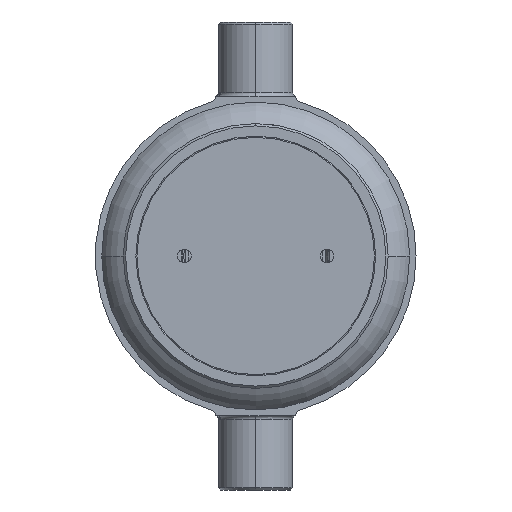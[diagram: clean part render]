
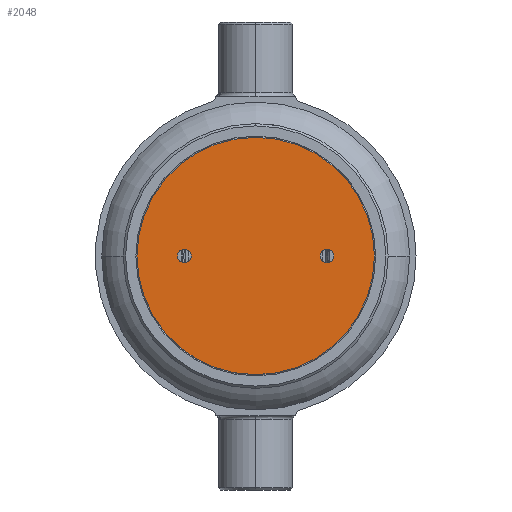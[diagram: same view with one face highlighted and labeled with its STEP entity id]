
A CAD part, left-side view. The second image highlights one B-rep face of the part: STEP entity #2048.
In plain terms, the highlighted planar face has unit normal (-1, 0, 0).
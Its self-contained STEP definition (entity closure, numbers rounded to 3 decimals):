
#31 = AXIS2_PLACEMENT_3D ( 'NONE', #4136, #1481, #1402 ) ;
#85 = DIRECTION ( 'NONE',  ( -1., 0., 0. ) ) ;
#136 = ORIENTED_EDGE ( 'NONE', *, *, #3421, .T. ) ;
#328 = EDGE_CURVE ( 'NONE', #3984, #2097, #3719, .T. ) ;
#389 = DIRECTION ( 'NONE',  ( -1., 0., 0. ) ) ;
#725 = CARTESIAN_POINT ( 'NONE',  ( 0., -62.5, 6. ) ) ;
#743 = ORIENTED_EDGE ( 'NONE', *, *, #2966, .F. ) ;
#787 = ORIENTED_EDGE ( 'NONE', *, *, #4148, .T. ) ;
#820 = CIRCLE ( 'NONE', #3397, 6. ) ;
#874 = CARTESIAN_POINT ( 'NONE',  ( 0., -62.5, -6. ) ) ;
#875 = FACE_BOUND ( 'NONE', #1062, .T. ) ;
#1011 = CIRCLE ( 'NONE', #2094, 6. ) ;
#1013 = EDGE_LOOP ( 'NONE', ( #2940, #1269 ) ) ;
#1062 = EDGE_LOOP ( 'NONE', ( #3519, #743 ) ) ;
#1158 = DIRECTION ( 'NONE',  ( -1., 0., 0. ) ) ;
#1210 = EDGE_CURVE ( 'NONE', #2148, #2006, #1011, .T. ) ;
#1269 = ORIENTED_EDGE ( 'NONE', *, *, #328, .F. ) ;
#1402 = DIRECTION ( 'NONE',  ( 0., 0., 1. ) ) ;
#1481 = DIRECTION ( 'NONE',  ( -1., 0., 0. ) ) ;
#1715 = CARTESIAN_POINT ( 'NONE',  ( 0., 0., 0. ) ) ;
#1732 = DIRECTION ( 'NONE',  ( 0., 0., -1. ) ) ;
#1769 = DIRECTION ( 'NONE',  ( -1., 0., 0. ) ) ;
#1917 = CARTESIAN_POINT ( 'NONE',  ( 0., -62.5, 0. ) ) ;
#2006 = VERTEX_POINT ( 'NONE', #2396 ) ;
#2038 = AXIS2_PLACEMENT_3D ( 'NONE', #3845, #1769, #4198 ) ;
#2048 = ADVANCED_FACE ( 'NONE', ( #4452, #875, #2611 ), #3462, .F. ) ;
#2094 = AXIS2_PLACEMENT_3D ( 'NONE', #2166, #85, #2504 ) ;
#2097 = VERTEX_POINT ( 'NONE', #725 ) ;
#2148 = VERTEX_POINT ( 'NONE', #3518 ) ;
#2166 = CARTESIAN_POINT ( 'NONE',  ( 0., 62.5, 0. ) ) ;
#2270 = DIRECTION ( 'NONE',  ( 0., 0., 1. ) ) ;
#2297 = AXIS2_PLACEMENT_3D ( 'NONE', #3232, #1158, #3574 ) ;
#2370 = CIRCLE ( 'NONE', #4355, 6. ) ;
#2396 = CARTESIAN_POINT ( 'NONE',  ( 0., 62.5, -6. ) ) ;
#2452 = CARTESIAN_POINT ( 'NONE',  ( 0., 62.5, 0. ) ) ;
#2504 = DIRECTION ( 'NONE',  ( 0., 0., 1. ) ) ;
#2611 = FACE_OUTER_BOUND ( 'NONE', #3931, .T. ) ;
#2764 = AXIS2_PLACEMENT_3D ( 'NONE', #1715, #3808, #1732 ) ;
#2809 = DIRECTION ( 'NONE',  ( 0., 0., 1. ) ) ;
#2838 = CARTESIAN_POINT ( 'NONE',  ( 0., 0., 104. ) ) ;
#2940 = ORIENTED_EDGE ( 'NONE', *, *, #4270, .F. ) ;
#2966 = EDGE_CURVE ( 'NONE', #2006, #2148, #820, .T. ) ;
#3232 = CARTESIAN_POINT ( 'NONE',  ( 0., 0., 0. ) ) ;
#3397 = AXIS2_PLACEMENT_3D ( 'NONE', #2452, #389, #2809 ) ;
#3421 = EDGE_CURVE ( 'NONE', #4225, #4257, #4051, .T. ) ;
#3462 = PLANE ( 'NONE',  #2764 ) ;
#3518 = CARTESIAN_POINT ( 'NONE',  ( 0., 62.5, 6. ) ) ;
#3519 = ORIENTED_EDGE ( 'NONE', *, *, #1210, .F. ) ;
#3525 = CARTESIAN_POINT ( 'NONE',  ( 0., 0., -104. ) ) ;
#3574 = DIRECTION ( 'NONE',  ( 0., 0., -1. ) ) ;
#3719 = CIRCLE ( 'NONE', #31, 6. ) ;
#3726 = CIRCLE ( 'NONE', #2038, 104. ) ;
#3808 = DIRECTION ( 'NONE',  ( 1., 0., 0. ) ) ;
#3845 = CARTESIAN_POINT ( 'NONE',  ( 0., 0., 0. ) ) ;
#3931 = EDGE_LOOP ( 'NONE', ( #136, #787 ) ) ;
#3984 = VERTEX_POINT ( 'NONE', #874 ) ;
#4051 = CIRCLE ( 'NONE', #2297, 104. ) ;
#4136 = CARTESIAN_POINT ( 'NONE',  ( 0., -62.5, 0. ) ) ;
#4148 = EDGE_CURVE ( 'NONE', #4257, #4225, #3726, .T. ) ;
#4198 = DIRECTION ( 'NONE',  ( 0., 0., -1. ) ) ;
#4225 = VERTEX_POINT ( 'NONE', #3525 ) ;
#4257 = VERTEX_POINT ( 'NONE', #2838 ) ;
#4270 = EDGE_CURVE ( 'NONE', #2097, #3984, #2370, .T. ) ;
#4340 = DIRECTION ( 'NONE',  ( -1., 0., 0. ) ) ;
#4355 = AXIS2_PLACEMENT_3D ( 'NONE', #1917, #4340, #2270 ) ;
#4452 = FACE_BOUND ( 'NONE', #1013, .T. ) ;
